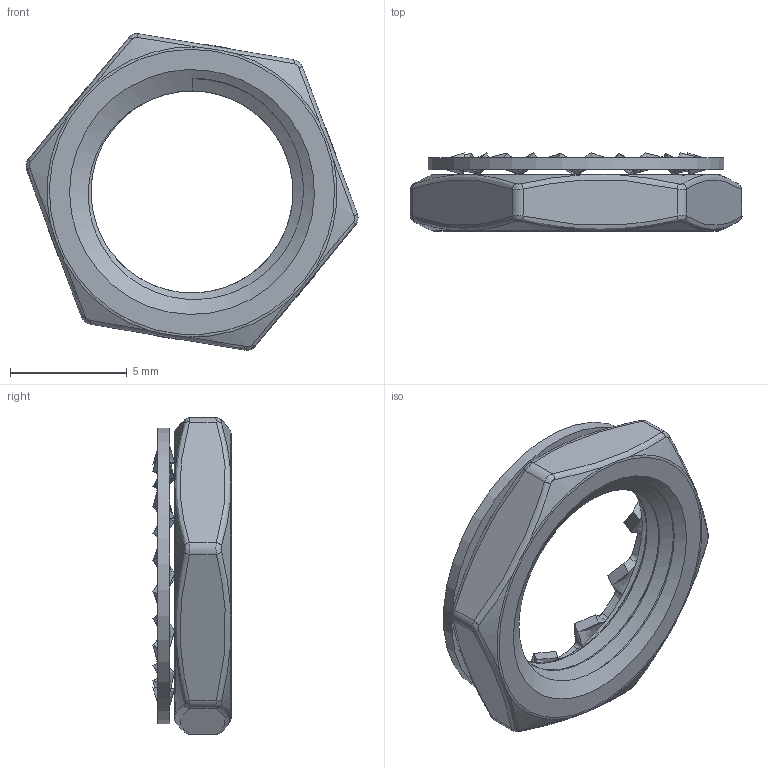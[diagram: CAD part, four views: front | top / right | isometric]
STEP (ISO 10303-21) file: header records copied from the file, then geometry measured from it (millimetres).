
FILE_DESCRIPTION(/* description */ (''),/* implementation_level */ '2;1');
FILE_NAME(/* name */ 'TRIM_BOURNS_93R1A-R22_1.stp',/* time_stamp */ '2016-11-01T14:54:12+01:00',/* author */ ('riccim'),/* organization */ ('SolidWorks'),/* preprocessor_version */ 'ST-DEVELOPER v15.5',/* originating_system */ 'AutoCAD Mechanical',/* authorisation */ ' ');
FILE_SCHEMA (('AUTOMOTIVE_DESIGN { 1 0 10303 214 3 1 1 }'));
Length unit declared in the file: millimetre
Products named in the file (1): Product
Bounding box: 14.21 x 3.34 x 13.54 mm (x, y, z)
Volume: 177.4 mm3; surface area: 446.1 mm2
Topology: 2 solids, 2 shells, 157 faces, 463 edges, 310 vertices
Faces by surface type: bspline 99, plane 22, cylinder 20, cone 14, torus 2
Full cylindrical faces by diameter (mm): 12.7 x1
Entity records: 8830 total; most frequent: CARTESIAN_POINT 5283, ORIENTED_EDGE 908, DIRECTION 476, EDGE_CURVE 454, VERTEX_POINT 306, B_SPLINE_CURVE_WITH_KNOTS 194, EDGE_LOOP 166, AXIS2_PLACEMENT_3D 159
